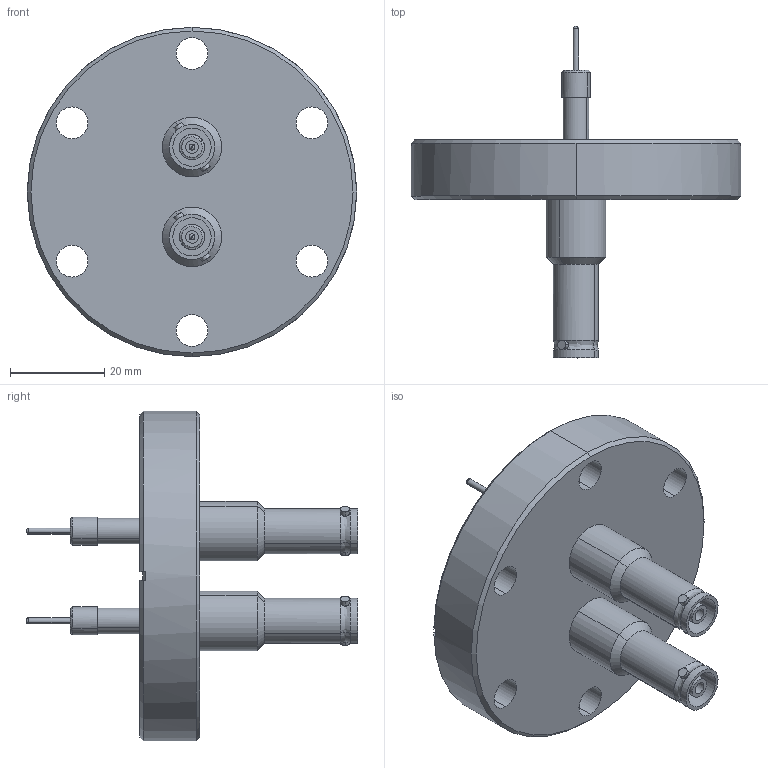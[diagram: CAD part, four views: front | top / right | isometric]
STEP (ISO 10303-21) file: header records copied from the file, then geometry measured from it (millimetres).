
FILE_DESCRIPTION (( 'STEP AP203' ), '1' );
FILE_NAME ('A1601-3-CF.STEP', '2013-08-29T12:08:53', ( '' ), ( '' ), 'SwSTEP 2.0', 'SolidWorks 2012', '' );
FILE_SCHEMA (( 'CONFIG_CONTROL_DESIGN' ));
Length unit declared in the file: inch
Products named in the file (1): A1601-3-CF
Bounding box: 69.85 x 70.38 x 69.85 mm (x, y, z)
Volume: 46789.8 mm3; surface area: 19917.1 mm2
Topology: 1 solids, 5 shells, 201 faces, 472 edges, 307 vertices
Faces by surface type: cylinder 102, plane 48, bspline 28, cone 23
Entity records: 6566 total; most frequent: CARTESIAN_POINT 1733, DIRECTION 1081, ORIENTED_EDGE 944, EDGE_CURVE 472, AXIS2_PLACEMENT_3D 471, VERTEX_POINT 307, CIRCLE 297, EDGE_LOOP 247
